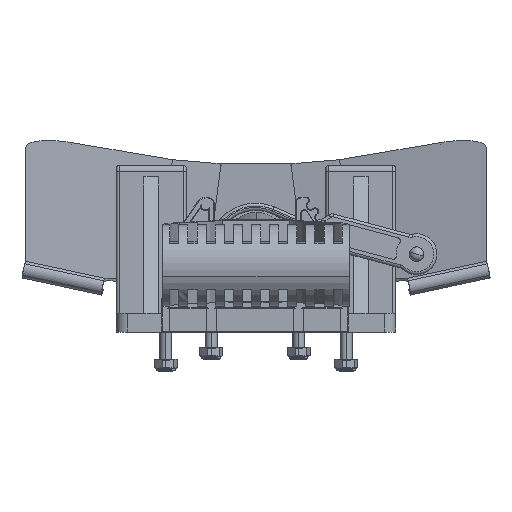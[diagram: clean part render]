
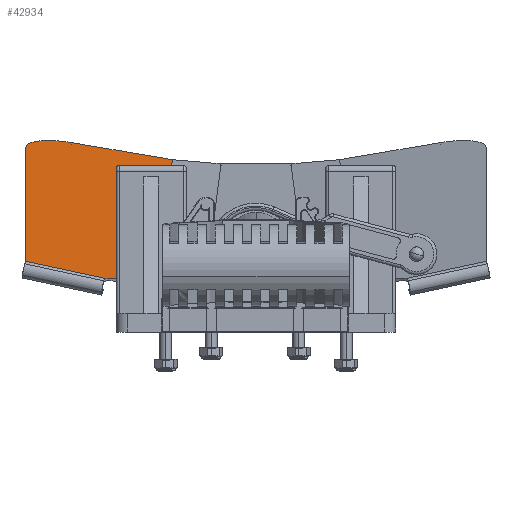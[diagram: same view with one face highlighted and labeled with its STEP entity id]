
A CAD part, front view. The second image highlights one B-rep face of the part: STEP entity #42934.
In plain terms, the highlighted face is planar.
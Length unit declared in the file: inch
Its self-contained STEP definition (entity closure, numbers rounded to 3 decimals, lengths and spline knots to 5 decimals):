
#9796 = VERTEX_POINT ( 'NONE', #36700 ) ;
#9797 = VERTEX_POINT ( 'NONE', #36701 ) ;
#9811 = VERTEX_POINT ( 'NONE', #36715 ) ;
#9812 = VERTEX_POINT ( 'NONE', #36716 ) ;
#9813 = VERTEX_POINT ( 'NONE', #36717 ) ;
#9814 = VERTEX_POINT ( 'NONE', #36718 ) ;
#10550 = CARTESIAN_POINT ( 'NONE',  ( -11.01082, 0.15365, -2.1804 ) ) ;
#10560 = DIRECTION ( 'NONE',  ( -0.999, 0., -0.035 ) ) ;
#10666 = CARTESIAN_POINT ( 'NONE',  ( -1.00153, 0.52876, -3.95645 ) ) ;
#10671 = DIRECTION ( 'NONE',  ( -0.006, 0.985, 0.174 ) ) ;
#10672 = DIRECTION ( 'NONE',  ( -0.001, 0.174, -0.985 ) ) ;
#10673 = CARTESIAN_POINT ( 'NONE',  ( -11.00054, 0.20514, -2.47222 ) ) ;
#10675 = CARTESIAN_POINT ( 'NONE',  ( -0.00155, 0.53487, -3.95591 ) ) ;
#10676 = DIRECTION ( 'NONE',  ( 0.006, -0.985, -0.174 ) ) ;
#10677 = DIRECTION ( 'NONE',  ( -0.001, 0.174, -0.985 ) ) ;
#10681 = DIRECTION ( 'NONE',  ( -0.001, 0.174, -0.985 ) ) ;
#10682 = CARTESIAN_POINT ( 'NONE',  ( -9.62691, 0.64957, -4.94588 ) ) ;
#10683 = DIRECTION ( 'NONE',  ( -1., -0.006, -0.001 ) ) ;
#10701 = CARTESIAN_POINT ( 'NONE',  ( -9.62691, 0.64957, -4.94588 ) ) ;
#10702 = DIRECTION ( 'NONE',  ( -0.157, -0.172, 0.972 ) ) ;
#16587 = EDGE_CURVE ( 'NONE', #9797, #9796, #38512, .T. ) ;
#16611 = EDGE_CURVE ( 'NONE', #9812, #9813, #38557, .T. ) ;
#16613 = EDGE_CURVE ( 'NONE', #9811, #9796, #38560, .T. ) ;
#16615 = EDGE_CURVE ( 'NONE', #9797, #9812, #38558, .T. ) ;
#16616 = EDGE_CURVE ( 'NONE', #9813, #9814, #38561, .T. ) ;
#16623 = EDGE_CURVE ( 'NONE', #9814, #9811, #38564, .T. ) ;
#28534 = CARTESIAN_POINT ( 'NONE',  ( -11.00054, 0.20514, -2.47222 ) ) ;
#28535 = PLANE ( 'NONE',  #52491 ) ;
#28540 = DIRECTION ( 'NONE',  ( 0.006, -0.985, -0.174 ) ) ;
#28541 = DIRECTION ( 'NONE',  ( -0.001, 0.174, -0.985 ) ) ;
#35287 = FACE_OUTER_BOUND ( 'NONE', #40393, .T. ) ;
#36700 = CARTESIAN_POINT ( 'NONE',  ( -9.6946, 0.15365, -2.13403 ) ) ;
#36701 = CARTESIAN_POINT ( 'NONE',  ( -0.00038, 0.15365, -1.79255 ) ) ;
#36715 = CARTESIAN_POINT ( 'NONE',  ( -9.90229, 0.348, -3.2442 ) ) ;
#36716 = CARTESIAN_POINT ( 'NONE',  ( -0.00155, 0.53487, -3.95591 ) ) ;
#36717 = CARTESIAN_POINT ( 'NONE',  ( -1.00207, 0.7023, -4.94127 ) ) ;
#36718 = CARTESIAN_POINT ( 'NONE',  ( -9.62691, 0.64957, -4.94588 ) ) ;
#38512 = LINE ( 'NONE', #10550, #38521 ) ;
#38521 = VECTOR ( 'NONE', #10560, 39.37008 ) ;
#38548 = VECTOR ( 'NONE', #10681, 39.37008 ) ;
#38557 = CIRCLE ( 'NONE', #47347, 1. ) ;
#38558 = LINE ( 'NONE', #10675, #38548 ) ;
#38560 = CIRCLE ( 'NONE', #47355, 1.35 ) ;
#38561 = LINE ( 'NONE', #10682, #38562 ) ;
#38562 = VECTOR ( 'NONE', #10683, 39.37008 ) ;
#38564 = LINE ( 'NONE', #10701, #38567 ) ;
#38567 = VECTOR ( 'NONE', #10702, 39.37008 ) ;
#40393 = EDGE_LOOP ( 'NONE', ( #51222, #51223, #51224, #51225, #51226, #51227 ) ) ;
#42934 = ADVANCED_FACE ( 'NONE', ( #35287 ), #28535, .F. ) ;
#47347 = AXIS2_PLACEMENT_3D ( 'NONE', #10666, #10671, #10672 ) ;
#47355 = AXIS2_PLACEMENT_3D ( 'NONE', #10673, #10676, #10677 ) ;
#51222 = ORIENTED_EDGE ( 'NONE', *, *, #16587, .F. ) ;
#51223 = ORIENTED_EDGE ( 'NONE', *, *, #16615, .T. ) ;
#51224 = ORIENTED_EDGE ( 'NONE', *, *, #16611, .T. ) ;
#51225 = ORIENTED_EDGE ( 'NONE', *, *, #16616, .T. ) ;
#51226 = ORIENTED_EDGE ( 'NONE', *, *, #16623, .T. ) ;
#51227 = ORIENTED_EDGE ( 'NONE', *, *, #16613, .T. ) ;
#52491 = AXIS2_PLACEMENT_3D ( 'NONE', #28534, #28540, #28541 ) ;
